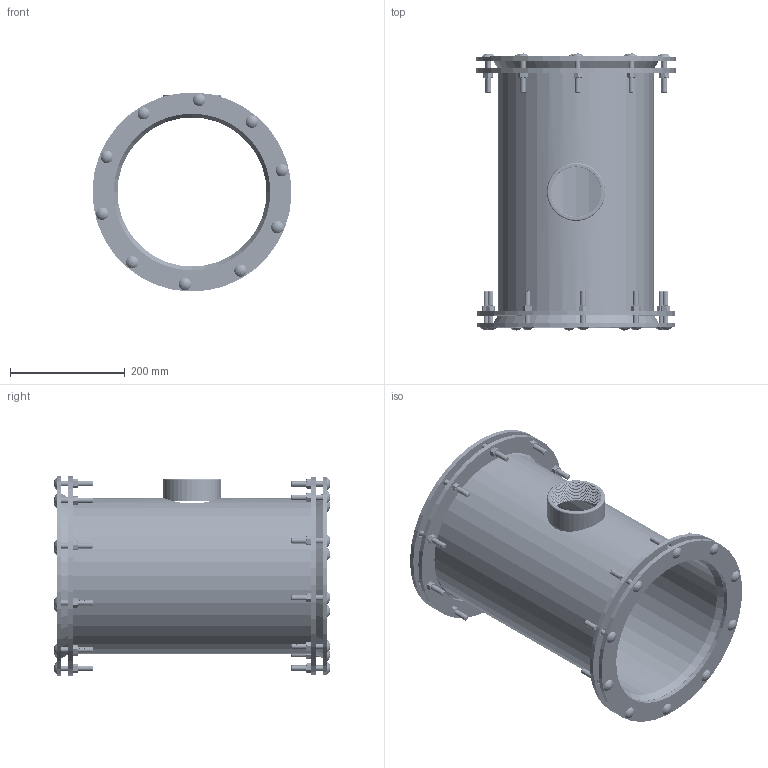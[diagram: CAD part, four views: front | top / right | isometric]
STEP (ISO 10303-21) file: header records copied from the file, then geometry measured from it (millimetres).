
FILE_DESCRIPTION (( 'STEP AP214' ), '1' );
FILE_NAME ('1090-10I3.STEP', '2021-02-12T20:45:21', ( '' ), ( '' ), 'SwSTEP 2.0', 'SolidWorks 2021', '' );
FILE_SCHEMA (( 'AUTOMOTIVE_DESIGN' ));
Length unit declared in the file: inch
Products named in the file (7): Coupler Rings_1031-IL1000; 1090-10I3; Coupler Rings_1033-IW1000; 21867; THC-0300; 1090_1090-10I; 36306
Assembly tree (46 placements, depth 2):
  1090-10I3
    1090_1090-10I
    Coupler Rings_1031-IL1000  x2
    Coupler Rings_1033-IW1000  x2
    21867  x20
    36306  x20
    THC-0300
Bounding box: 347.63 x 483.64 x 347.63 mm (x, y, z)
Volume: 3757999.9 mm3; surface area: 1277660.8 mm2
Topology: 66 solids, 66 shells, 3113 faces, 7797 edges, 4854 vertices
Faces by surface type: cylinder 1646, cone 648, plane 594, sphere 160, bspline 63, torus 2
Entity records: 23160 total; most frequent: CARTESIAN_POINT 15180, ORIENTED_EDGE 1728, DIRECTION 1393, EDGE_CURVE 864, VERTEX_POINT 555, AXIS2_PLACEMENT_3D 470, VECTOR 453, LINE 453
